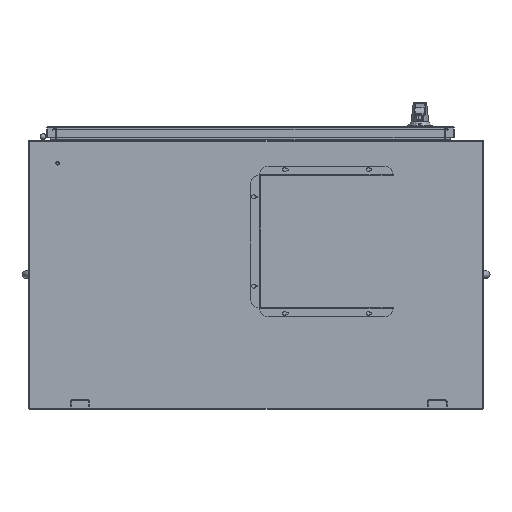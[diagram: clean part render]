
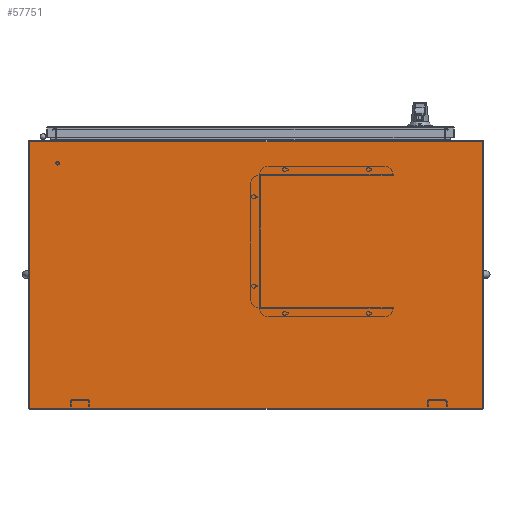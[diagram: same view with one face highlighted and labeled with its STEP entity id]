
A CAD part, front view. The second image highlights one B-rep face of the part: STEP entity #57751.
In plain terms, the highlighted face is planar.
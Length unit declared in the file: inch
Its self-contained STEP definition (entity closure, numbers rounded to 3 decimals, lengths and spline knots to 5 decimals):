
#611 = CARTESIAN_POINT ( 'NONE',  ( 0., -23.887, -0.095 ) ) ;
#734 = VECTOR ( 'NONE', #15792, 39.37008 ) ;
#5543 = LINE ( 'NONE', #41831, #45658 ) ;
#8113 = VERTEX_POINT ( 'NONE', #36739 ) ;
#10234 = LINE ( 'NONE', #28539, #23569 ) ;
#12521 = ORIENTED_EDGE ( 'NONE', *, *, #70049, .F. ) ;
#15792 = DIRECTION ( 'NONE',  ( 0., 1., 0. ) ) ;
#15860 = LINE ( 'NONE', #49721, #734 ) ;
#17916 = CARTESIAN_POINT ( 'NONE',  ( 0., 0., -0.095 ) ) ;
#22184 = VERTEX_POINT ( 'NONE', #64829 ) ;
#23569 = VECTOR ( 'NONE', #68891, 39.37008 ) ;
#26256 = EDGE_CURVE ( 'NONE', #41077, #8113, #15860, .T. ) ;
#28539 = CARTESIAN_POINT ( 'NONE',  ( 0., 0., -0.095 ) ) ;
#30949 = ORIENTED_EDGE ( 'NONE', *, *, #40877, .F. ) ;
#32990 = CARTESIAN_POINT ( 'NONE',  ( 40.56, -23.887, -0.095 ) ) ;
#36350 = EDGE_CURVE ( 'NONE', #22184, #42427, #46359, .T. ) ;
#36739 = CARTESIAN_POINT ( 'NONE',  ( 40.56, 0., -0.095 ) ) ;
#40877 = EDGE_CURVE ( 'NONE', #8113, #22184, #10234, .T. ) ;
#41077 = VERTEX_POINT ( 'NONE', #32990 ) ;
#41831 = CARTESIAN_POINT ( 'NONE',  ( 0., -23.887, -0.095 ) ) ;
#42427 = VERTEX_POINT ( 'NONE', #611 ) ;
#42782 = VECTOR ( 'NONE', #72892, 39.37008 ) ;
#45658 = VECTOR ( 'NONE', #58748, 39.37008 ) ;
#46114 = DIRECTION ( 'NONE',  ( 0., 0., 1. ) ) ;
#46359 = LINE ( 'NONE', #72391, #42782 ) ;
#49721 = CARTESIAN_POINT ( 'NONE',  ( 40.56, 0., -0.095 ) ) ;
#51214 = ORIENTED_EDGE ( 'NONE', *, *, #36350, .F. ) ;
#55650 = ORIENTED_EDGE ( 'NONE', *, *, #26256, .F. ) ;
#57751 = ADVANCED_FACE ( 'NONE', ( #61363 ), #62774, .F. ) ;
#58748 = DIRECTION ( 'NONE',  ( 1., 0., 0. ) ) ;
#61363 = FACE_OUTER_BOUND ( 'NONE', #61927, .T. ) ;
#61927 = EDGE_LOOP ( 'NONE', ( #12521, #51214, #30949, #55650 ) ) ;
#62774 = PLANE ( 'NONE',  #73762 ) ;
#64829 = CARTESIAN_POINT ( 'NONE',  ( 0., 0., -0.095 ) ) ;
#68891 = DIRECTION ( 'NONE',  ( -1., 0., 0. ) ) ;
#69015 = DIRECTION ( 'NONE',  ( 0., -1., 0. ) ) ;
#70049 = EDGE_CURVE ( 'NONE', #42427, #41077, #5543, .T. ) ;
#72391 = CARTESIAN_POINT ( 'NONE',  ( 0., 0., -0.095 ) ) ;
#72892 = DIRECTION ( 'NONE',  ( 0., -1., 0. ) ) ;
#73762 = AXIS2_PLACEMENT_3D ( 'NONE', #17916, #46114, #69015 ) ;
